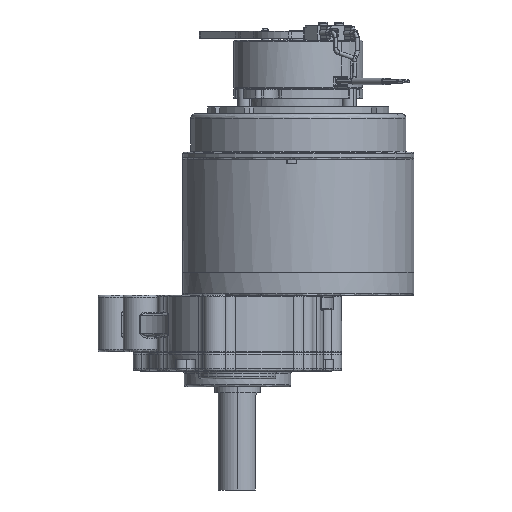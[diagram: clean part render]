
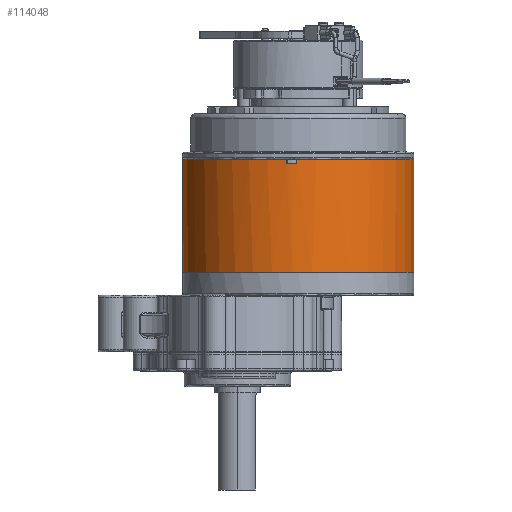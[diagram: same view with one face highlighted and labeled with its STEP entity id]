
A CAD part, front view. The second image highlights one B-rep face of the part: STEP entity #114048.
In plain terms, the highlighted cylindrical face has radius 51 mm (diameter 102 mm), a partial arc.
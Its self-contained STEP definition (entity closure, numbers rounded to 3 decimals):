
#4154 = AXIS2_PLACEMENT_3D ( 'NONE', #54842, #65439, #126268 ) ;
#4724 = ORIENTED_EDGE ( 'NONE', *, *, #79631, .T. ) ;
#4922 = VERTEX_POINT ( 'NONE', #77224 ) ;
#9569 = CARTESIAN_POINT ( 'NONE',  ( -4.96, -68.43, 212.845 ) ) ;
#14385 = DIRECTION ( 'NONE',  ( 0., 0., 1. ) ) ;
#16844 = VERTEX_POINT ( 'NONE', #61690 ) ;
#18179 = AXIS2_PLACEMENT_3D ( 'NONE', #36599, #76968, #35947 ) ;
#18718 = ORIENTED_EDGE ( 'NONE', *, *, #90921, .T. ) ;
#20996 = CARTESIAN_POINT ( 'NONE',  ( -9.453, -68.177, 212.845 ) ) ;
#22079 = ORIENTED_EDGE ( 'NONE', *, *, #101925, .T. ) ;
#23344 = VECTOR ( 'NONE', #76405, 1000. ) ;
#23911 = ORIENTED_EDGE ( 'NONE', *, *, #84375, .T. ) ;
#25261 = CARTESIAN_POINT ( 'NONE',  ( -9.453, -68.177, 162.845 ) ) ;
#26407 = LINE ( 'NONE', #78628, #55343 ) ;
#28056 = ORIENTED_EDGE ( 'NONE', *, *, #108072, .T. ) ;
#29105 = CARTESIAN_POINT ( 'NONE',  ( -4.96, -68.43, 162.845 ) ) ;
#32905 = DIRECTION ( 'NONE',  ( 0.998, -0.056, 0. ) ) ;
#33567 = CARTESIAN_POINT ( 'NONE',  ( -4.347, -17.433, 162.845 ) ) ;
#35947 = DIRECTION ( 'NONE',  ( 0.998, -0.056, 0. ) ) ;
#36116 = CIRCLE ( 'NONE', #4154, 51. ) ;
#36599 = CARTESIAN_POINT ( 'NONE',  ( -4.347, -17.433, 212.845 ) ) ;
#38435 = CARTESIAN_POINT ( 'NONE',  ( -55.266, -14.571, 212.845 ) ) ;
#42393 = VERTEX_POINT ( 'NONE', #119020 ) ;
#44800 = FACE_OUTER_BOUND ( 'NONE', #120069, .T. ) ;
#46853 = CARTESIAN_POINT ( 'NONE',  ( -4.347, -17.433, 212.845 ) ) ;
#47725 = ORIENTED_EDGE ( 'NONE', *, *, #86036, .F. ) ;
#53539 = VECTOR ( 'NONE', #58227, 1000. ) ;
#54068 = CYLINDRICAL_SURFACE ( 'NONE', #110131, 51. ) ;
#54842 = CARTESIAN_POINT ( 'NONE',  ( -4.347, -17.433, 210.845 ) ) ;
#55343 = VECTOR ( 'NONE', #66766, 1000. ) ;
#55667 = DIRECTION ( 'NONE',  ( 0., 0., 1. ) ) ;
#58227 = DIRECTION ( 'NONE',  ( 0., 0., -1. ) ) ;
#58874 = LINE ( 'NONE', #29105, #53539 ) ;
#60769 = CARTESIAN_POINT ( 'NONE',  ( -4.347, -17.433, 162.845 ) ) ;
#61690 = CARTESIAN_POINT ( 'NONE',  ( 46.573, -20.296, 212.845 ) ) ;
#63728 = VERTEX_POINT ( 'NONE', #20996 ) ;
#64565 = EDGE_CURVE ( 'NONE', #4922, #63728, #96027, .T. ) ;
#65439 = DIRECTION ( 'NONE',  ( 0., 0., -1. ) ) ;
#65631 = ORIENTED_EDGE ( 'NONE', *, *, #101022, .T. ) ;
#66412 = VERTEX_POINT ( 'NONE', #105789 ) ;
#66766 = DIRECTION ( 'NONE',  ( 0., 0., 1. ) ) ;
#70902 = VERTEX_POINT ( 'NONE', #114151 ) ;
#73121 = LINE ( 'NONE', #113480, #23344 ) ;
#74786 = VECTOR ( 'NONE', #55667, 1000. ) ;
#76405 = DIRECTION ( 'NONE',  ( 0., 0., 1. ) ) ;
#76968 = DIRECTION ( 'NONE',  ( 0., 0., -1. ) ) ;
#77224 = CARTESIAN_POINT ( 'NONE',  ( -9.453, -68.177, 210.845 ) ) ;
#78628 = CARTESIAN_POINT ( 'NONE',  ( 46.573, -20.296, 162.845 ) ) ;
#79631 = EDGE_CURVE ( 'NONE', #63728, #104531, #113251, .T. ) ;
#80028 = CIRCLE ( 'NONE', #111749, 51. ) ;
#84375 = EDGE_CURVE ( 'NONE', #66412, #42393, #80028, .T. ) ;
#86036 = EDGE_CURVE ( 'NONE', #66412, #104531, #73121, .T. ) ;
#90884 = CIRCLE ( 'NONE', #112042, 51. ) ;
#90921 = EDGE_CURVE ( 'NONE', #42393, #16844, #26407, .T. ) ;
#94335 = VERTEX_POINT ( 'NONE', #9569 ) ;
#95766 = DIRECTION ( 'NONE',  ( 0., 0., 1. ) ) ;
#96027 = LINE ( 'NONE', #25261, #74786 ) ;
#97147 = DIRECTION ( 'NONE',  ( 0.998, -0.056, 0. ) ) ;
#101022 = EDGE_CURVE ( 'NONE', #16844, #94335, #90884, .T. ) ;
#101925 = EDGE_CURVE ( 'NONE', #70902, #4922, #36116, .T. ) ;
#104531 = VERTEX_POINT ( 'NONE', #38435 ) ;
#105789 = CARTESIAN_POINT ( 'NONE',  ( -55.266, -14.571, 162.845 ) ) ;
#108072 = EDGE_CURVE ( 'NONE', #94335, #70902, #58874, .T. ) ;
#110131 = AXIS2_PLACEMENT_3D ( 'NONE', #33567, #14385, #32905 ) ;
#111749 = AXIS2_PLACEMENT_3D ( 'NONE', #60769, #95766, #114306 ) ;
#112042 = AXIS2_PLACEMENT_3D ( 'NONE', #46853, #118286, #97147 ) ;
#113251 = CIRCLE ( 'NONE', #18179, 51. ) ;
#113480 = CARTESIAN_POINT ( 'NONE',  ( -55.266, -14.571, 162.845 ) ) ;
#114048 = ADVANCED_FACE ( 'NONE', ( #44800 ), #54068, .T. ) ;
#114151 = CARTESIAN_POINT ( 'NONE',  ( -4.96, -68.43, 210.845 ) ) ;
#114306 = DIRECTION ( 'NONE',  ( 0.998, -0.056, 0. ) ) ;
#118286 = DIRECTION ( 'NONE',  ( 0., 0., -1. ) ) ;
#119020 = CARTESIAN_POINT ( 'NONE',  ( 46.573, -20.296, 162.845 ) ) ;
#120069 = EDGE_LOOP ( 'NONE', ( #47725, #23911, #18718, #65631, #28056, #22079, #130962, #4724 ) ) ;
#126268 = DIRECTION ( 'NONE',  ( 0.998, -0.056, 0. ) ) ;
#130962 = ORIENTED_EDGE ( 'NONE', *, *, #64565, .T. ) ;
